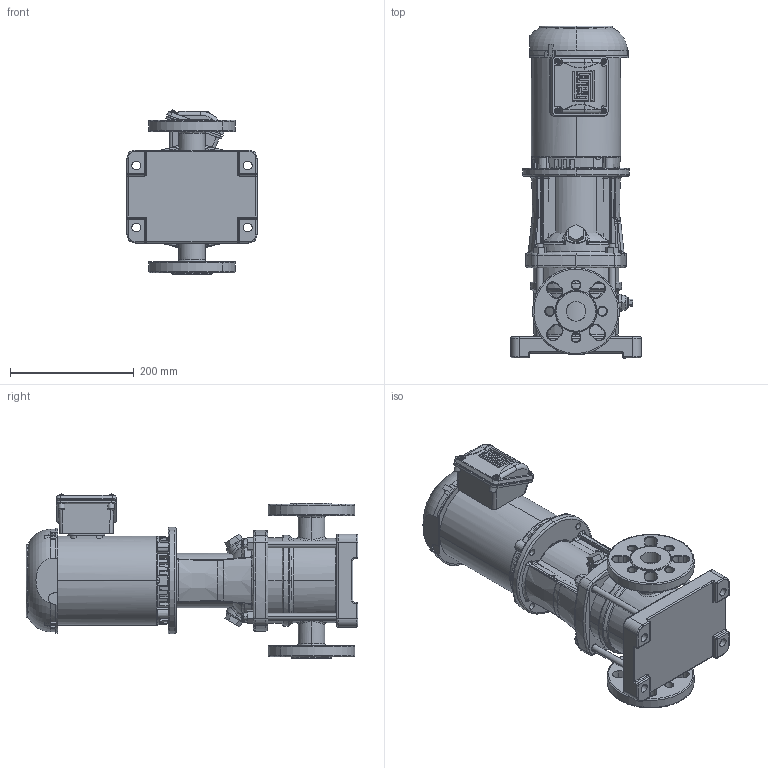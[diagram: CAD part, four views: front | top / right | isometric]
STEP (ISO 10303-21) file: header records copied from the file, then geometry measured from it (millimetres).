
FILE_DESCRIPTION (( 'STEP AP203' ), '1' );
FILE_NAME ('3303704 - MVI-5-2-.33 HP-56C-304-E-115_230V~1.step', '2022-03-30T13:54:38', ( '' ), ( '' ), 'SwSTEP 2.0', 'SolidWorks 2021', '' );
FILE_SCHEMA (( 'CONFIG_CONTROL_DESIGN' ));
Length unit declared in the file: inch
Products named in the file (5): sbi_n_1-2_flange(NEMA); 3329283 - NEMA V2 0.33HP W56C 115_208-230V~1 TEFC; 3303704 - MVI-5-2-.33 HP-56C-304-E-115_230V~1; MVI PEO - [304-EPDM]_3304000 - MVI-5-2-.33 HP-56C-304-E-S; ~1 MOTOR_3329283 - NEMA V2 0.33HP W56C 115_208-230V~1 TEFC
Assembly tree (4 placements, depth 3):
  3303704 - MVI-5-2-.33 HP-56C-304-E-115_230V~1
    MVI PEO - [304-EPDM]_3304000 - MVI-5-2-.33 HP-56C-304-E-S
      sbi_n_1-2_flange(NEMA)
    ~1 MOTOR_3329283 - NEMA V2 0.33HP W56C 115_208-230V~1 TEFC
      3329283 - NEMA V2 0.33HP W56C 115_208-230V~1 TEFC
Bounding box: 210 x 535.7 x 264.74 mm (x, y, z)
Volume: 10133193.5 mm3; surface area: 759569.3 mm2
Topology: 7 solids, 11 shells, 2014 faces, 5111 edges, 3161 vertices
Faces by surface type: cylinder 674, plane 626, bspline 419, cone 244, torus 51
Entity records: 97840 total; most frequent: CARTESIAN_POINT 53202, ORIENTED_EDGE 10160, DIRECTION 7908, EDGE_CURVE 5080, VERTEX_POINT 3158, AXIS2_PLACEMENT_3D 2999, EDGE_LOOP 2172, ADVANCED_FACE 2014
